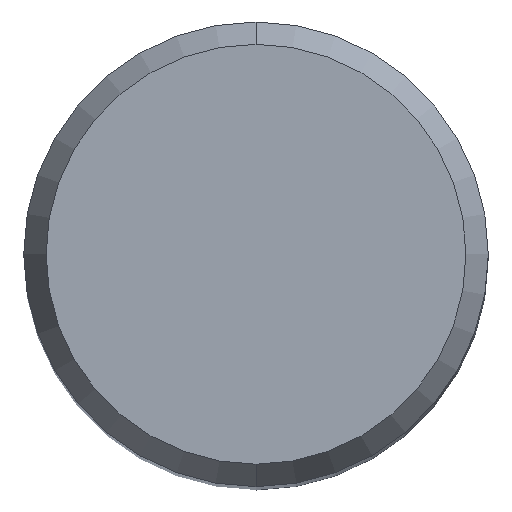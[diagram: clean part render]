
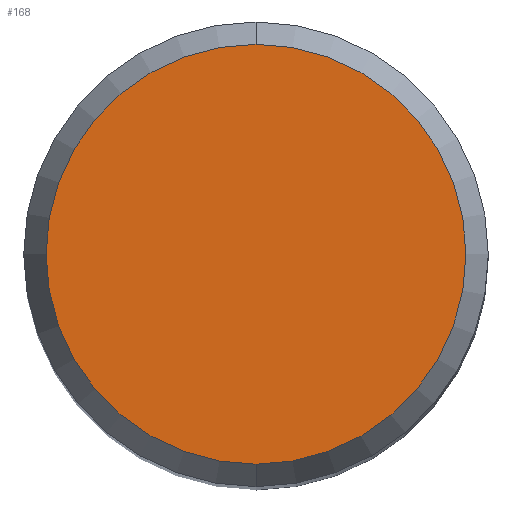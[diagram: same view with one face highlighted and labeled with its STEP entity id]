
A CAD part, top view. The second image highlights one B-rep face of the part: STEP entity #168.
In plain terms, the highlighted planar face has unit normal (0, 0, 1).
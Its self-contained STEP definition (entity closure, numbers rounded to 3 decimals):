
#102=EDGE_CURVE('',#126,#204,#239,.T.);
#126=VERTEX_POINT('',#266);
#154=EDGE_CURVE('',#204,#126,#296,.T.);
#168=ADVANCED_FACE('',(#313),#314,.T.);
#204=VERTEX_POINT('',#355);
#239=CIRCLE('',#387,4.304);
#266=CARTESIAN_POINT('',(0.0,4.304,0.01));
#296=CIRCLE('',#461,4.304);
#313=FACE_OUTER_BOUND('',#483,.T.);
#314=PLANE('',#484);
#355=CARTESIAN_POINT('',(0.,-4.304,0.01));
#387=AXIS2_PLACEMENT_3D('',#548,#549,#550);
#461=AXIS2_PLACEMENT_3D('',#612,#613,#614);
#483=EDGE_LOOP('',(#645,#646));
#484=AXIS2_PLACEMENT_3D('',#647,#648,#649);
#548=CARTESIAN_POINT('',(0.0,0.0,0.01));
#549=DIRECTION('',(0.0,0.0,-1.0));
#550=DIRECTION('',(0.0,1.0,0.0));
#612=CARTESIAN_POINT('',(0.0,0.0,0.01));
#613=DIRECTION('',(0.0,0.0,-1.0));
#614=DIRECTION('',(0.0,1.0,0.0));
#645=ORIENTED_EDGE('',*,*,#102,.F.);
#646=ORIENTED_EDGE('',*,*,#154,.F.);
#647=CARTESIAN_POINT('',(0.0,2.152,0.01));
#648=DIRECTION('',(-0.0,0.0,1.0));
#649=DIRECTION('',(0.0,-1.0,0.0));
